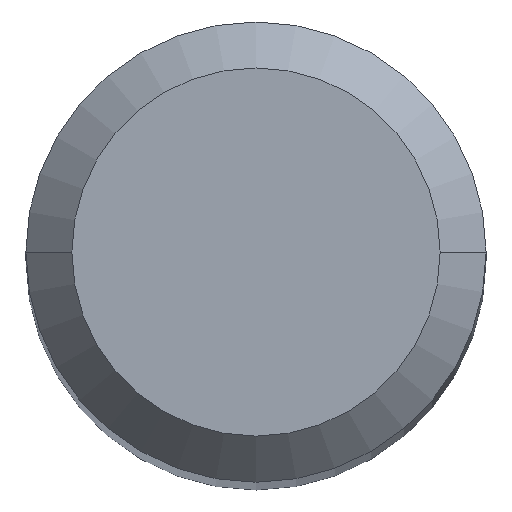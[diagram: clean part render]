
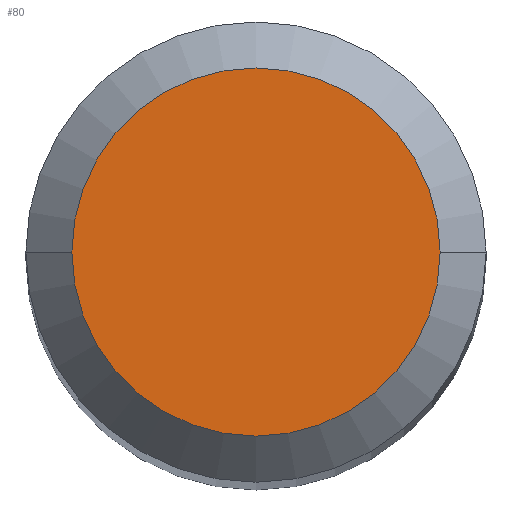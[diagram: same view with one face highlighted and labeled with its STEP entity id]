
A CAD part, top view. The second image highlights one B-rep face of the part: STEP entity #80.
In plain terms, the highlighted planar face has unit normal (0, 0, 1).
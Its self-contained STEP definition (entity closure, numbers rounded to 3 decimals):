
#80=ADVANCED_FACE('',(#107),#108,.T.);
#107=FACE_OUTER_BOUND('',#142,.T.);
#108=PLANE('',#143);
#142=EDGE_LOOP('',(#210,#211));
#143=AXIS2_PLACEMENT_3D('',#212,#213,#214);
#210=ORIENTED_EDGE('',*,*,#269,.F.);
#211=ORIENTED_EDGE('',*,*,#279,.F.);
#212=CARTESIAN_POINT('',(0.0,0.0,0.0));
#213=DIRECTION('',(0.0,0.0,1.0));
#214=DIRECTION('',(-1.0,0.0,0.0));
#269=EDGE_CURVE('',#299,#295,#301,.T.);
#279=EDGE_CURVE('',#295,#299,#315,.T.);
#295=VERTEX_POINT('',#337);
#299=VERTEX_POINT('',#342);
#301=CIRCLE('',#345,1.6);
#315=CIRCLE('',#363,1.6);
#337=CARTESIAN_POINT('',(-1.6,0.,0.0));
#342=CARTESIAN_POINT('',(1.6,0.,0.0));
#345=AXIS2_PLACEMENT_3D('',#393,#394,#395);
#363=AXIS2_PLACEMENT_3D('',#415,#416,#417);
#393=CARTESIAN_POINT('',(0.0,0.0,0.0));
#394=DIRECTION('',(0.0,0.0,-1.0));
#395=DIRECTION('',(-1.0,0.0,0.0));
#415=CARTESIAN_POINT('',(0.0,0.0,0.0));
#416=DIRECTION('',(0.0,0.0,-1.0));
#417=DIRECTION('',(-1.0,0.0,0.0));
